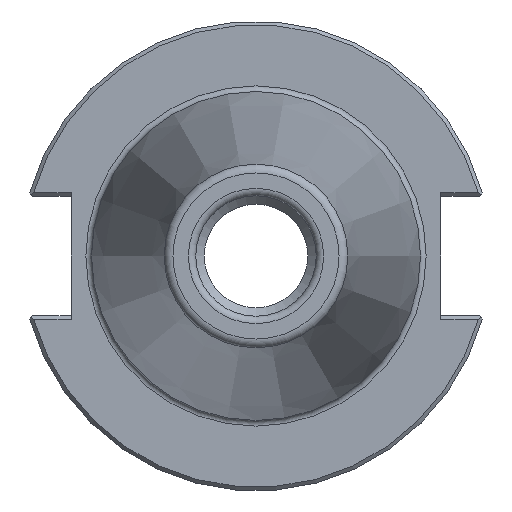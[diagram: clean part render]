
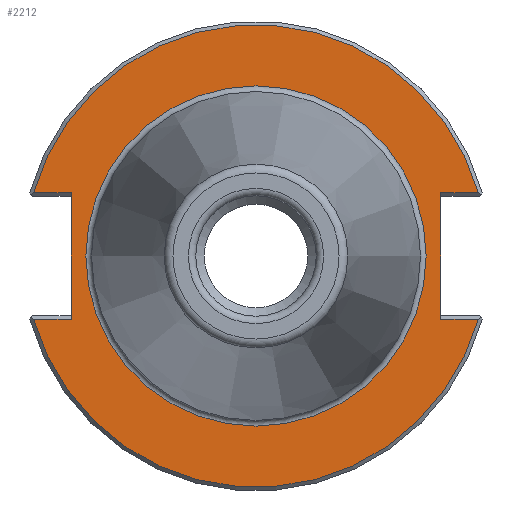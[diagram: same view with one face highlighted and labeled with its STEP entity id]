
A CAD part, left-side view. The second image highlights one B-rep face of the part: STEP entity #2212.
In plain terms, the highlighted planar face has unit normal (-1, 0, 0).
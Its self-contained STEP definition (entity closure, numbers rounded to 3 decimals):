
#66=FACE_BOUND('',#410,.T.);
#79=CIRCLE('',#2355,31.275);
#80=CIRCLE('',#2356,31.275);
#81=CIRCLE('',#2357,23.012);
#82=CIRCLE('',#2358,23.012);
#290=FACE_OUTER_BOUND('',#409,.T.);
#409=EDGE_LOOP('',(#1467,#1468,#1469,#1470,#1471,#1472,#1473,#1474));
#410=EDGE_LOOP('',(#1475,#1476));
#588=LINE('',#3294,#707);
#595=LINE('',#3372,#714);
#599=LINE('',#3379,#718);
#600=LINE('',#3383,#719);
#601=LINE('',#3385,#720);
#602=LINE('',#3387,#721);
#707=VECTOR('',#2626,10.);
#714=VECTOR('',#2645,10.);
#718=VECTOR('',#2651,10.);
#719=VECTOR('',#2654,10.);
#720=VECTOR('',#2655,10.);
#721=VECTOR('',#2656,10.);
#826=VERTEX_POINT('',#3291);
#827=VERTEX_POINT('',#3293);
#843=VERTEX_POINT('',#3367);
#844=VERTEX_POINT('',#3371);
#847=VERTEX_POINT('',#3380);
#848=VERTEX_POINT('',#3382);
#849=VERTEX_POINT('',#3384);
#850=VERTEX_POINT('',#3386);
#851=VERTEX_POINT('',#3389);
#852=VERTEX_POINT('',#3390);
#1078=EDGE_CURVE('',#826,#827,#588,.T.);
#1098=EDGE_CURVE('',#843,#844,#595,.T.);
#1102=EDGE_CURVE('',#826,#844,#599,.T.);
#1103=EDGE_CURVE('',#847,#843,#79,.T.);
#1104=EDGE_CURVE('',#848,#847,#600,.T.);
#1105=EDGE_CURVE('',#848,#849,#601,.T.);
#1106=EDGE_CURVE('',#850,#849,#602,.T.);
#1107=EDGE_CURVE('',#827,#850,#80,.T.);
#1108=EDGE_CURVE('',#851,#852,#81,.T.);
#1109=EDGE_CURVE('',#852,#851,#82,.T.);
#1467=ORIENTED_EDGE('',*,*,#1102,.T.);
#1468=ORIENTED_EDGE('',*,*,#1098,.F.);
#1469=ORIENTED_EDGE('',*,*,#1103,.F.);
#1470=ORIENTED_EDGE('',*,*,#1104,.F.);
#1471=ORIENTED_EDGE('',*,*,#1105,.T.);
#1472=ORIENTED_EDGE('',*,*,#1106,.F.);
#1473=ORIENTED_EDGE('',*,*,#1107,.F.);
#1474=ORIENTED_EDGE('',*,*,#1078,.F.);
#1475=ORIENTED_EDGE('',*,*,#1108,.T.);
#1476=ORIENTED_EDGE('',*,*,#1109,.T.);
#2159=PLANE('',#2354);
#2212=ADVANCED_FACE('',(#290,#66),#2159,.T.);
#2354=AXIS2_PLACEMENT_3D('',#3378,#2649,#2650);
#2355=AXIS2_PLACEMENT_3D('',#3381,#2652,#2653);
#2356=AXIS2_PLACEMENT_3D('',#3388,#2657,#2658);
#2357=AXIS2_PLACEMENT_3D('',#3391,#2659,#2660);
#2358=AXIS2_PLACEMENT_3D('',#3392,#2661,#2662);
#2626=DIRECTION('',(0.,-1.,0.));
#2645=DIRECTION('',(0.,1.,0.));
#2649=DIRECTION('center_axis',(-1.,0.,0.));
#2650=DIRECTION('ref_axis',(0.,0.,1.));
#2651=DIRECTION('',(0.,0.,1.));
#2652=DIRECTION('center_axis',(1.,0.,0.));
#2653=DIRECTION('ref_axis',(0.,0.,-1.));
#2654=DIRECTION('',(0.,1.,0.));
#2655=DIRECTION('',(0.,0.,-1.));
#2656=DIRECTION('',(0.,-1.,0.));
#2657=DIRECTION('center_axis',(1.,0.,0.));
#2658=DIRECTION('ref_axis',(0.,0.,-1.));
#2659=DIRECTION('center_axis',(1.,0.,0.));
#2660=DIRECTION('ref_axis',(0.,0.,-1.));
#2661=DIRECTION('center_axis',(1.,0.,0.));
#2662=DIRECTION('ref_axis',(0.,0.,-1.));
#3291=CARTESIAN_POINT('',(1.,-25.,-8.565));
#3293=CARTESIAN_POINT('',(1.,-30.079,-8.565));
#3294=CARTESIAN_POINT('',(1.,-3.137,-8.565));
#3367=CARTESIAN_POINT('',(1.,-30.079,8.565));
#3371=CARTESIAN_POINT('',(1.,-25.,8.565));
#3372=CARTESIAN_POINT('',(1.,3.137,8.565));
#3378=CARTESIAN_POINT('Origin',(1.,31.275,0.));
#3379=CARTESIAN_POINT('',(1.,-25.,-4.033));
#3380=CARTESIAN_POINT('',(1.,30.079,8.565));
#3381=CARTESIAN_POINT('Origin',(1.,0.,
0.));
#3382=CARTESIAN_POINT('',(1.,25.,8.565));
#3383=CARTESIAN_POINT('',(1.,34.412,8.565));
#3384=CARTESIAN_POINT('',(1.,25.,-8.565));
#3385=CARTESIAN_POINT('',(1.,25.,4.033));
#3386=CARTESIAN_POINT('',(1.,30.079,-8.565));
#3387=CARTESIAN_POINT('',(1.,28.137,-8.565));
#3388=CARTESIAN_POINT('Origin',(1.,0.,
0.));
#3389=CARTESIAN_POINT('',(1.,23.012,0.));
#3390=CARTESIAN_POINT('',(1.,0.,23.012));
#3391=CARTESIAN_POINT('Origin',(1.,0.,
0.));
#3392=CARTESIAN_POINT('Origin',(1.,0.,
0.));
